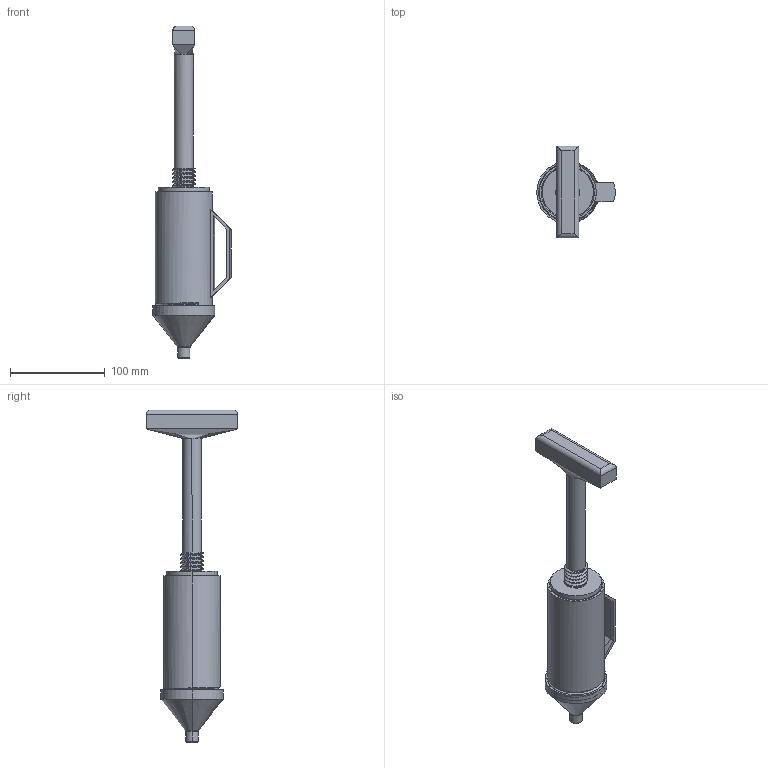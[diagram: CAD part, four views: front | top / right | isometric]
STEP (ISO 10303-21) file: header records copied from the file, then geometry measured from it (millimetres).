
FILE_DESCRIPTION (( 'STEP AP214' ), '1' );
FILE_NAME ('syringe - 3 part.STEP', '2026-01-13T10:19:59', ( '' ), ( '' ), 'SwSTEP 2.0', 'SolidWorks 2026', '' );
FILE_SCHEMA (( 'AUTOMOTIVE_DESIGN' ));
Length unit declared in the file: millimetre
Products named in the file (5): spout^syringe - 3 part; plunger stem^syringe - 3 part; syringe - 3 part; body^syringe - 3 part; plunger^syringe - 3 part
Assembly tree (4 placements, depth 2):
  syringe - 3 part
    body^syringe - 3 part
    spout^syringe - 3 part
    plunger^syringe - 3 part
    plunger stem^syringe - 3 part
Bounding box: 82.75 x 96.77 x 350.15 mm (x, y, z)
Volume: 226284.4 mm3; surface area: 98612.2 mm2
Topology: 4 solids, 4 shells, 115 faces, 285 edges, 179 vertices
Faces by surface type: cylinder 49, bspline 30, plane 20, cone 12, torus 4
Entity records: 8635 total; most frequent: CARTESIAN_POINT 6175, ORIENTED_EDGE 570, DIRECTION 386, EDGE_CURVE 285, VERTEX_POINT 179, AXIS2_PLACEMENT_3D 147, EDGE_LOOP 122, ADVANCED_FACE 115
